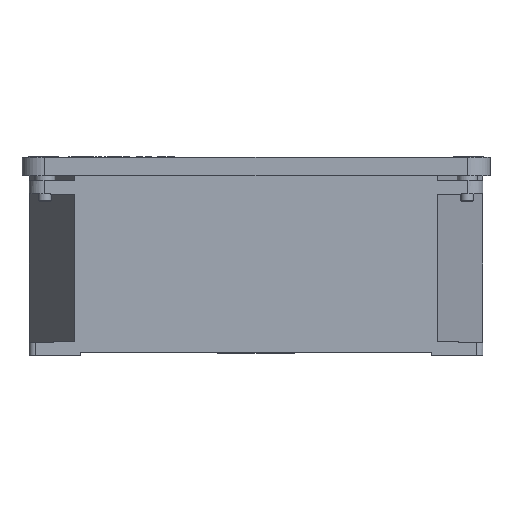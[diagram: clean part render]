
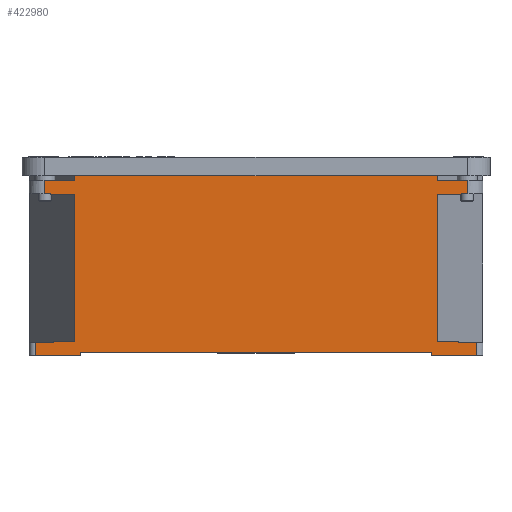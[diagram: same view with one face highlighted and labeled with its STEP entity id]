
A CAD part, front view. The second image highlights one B-rep face of the part: STEP entity #422980.
In plain terms, the highlighted planar face has unit normal (0, -1, 0).
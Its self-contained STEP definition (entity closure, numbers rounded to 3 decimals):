
#357290=CARTESIAN_POINT('',(173.112,-10.377,83.5));
#357300=VERTEX_POINT('',#357290);
#357330=CARTESIAN_POINT('',(0.,-10.377,83.5));
#357340=DIRECTION('',(1.,0.,0.));
#357350=VECTOR('',#357340,1.);
#357360=LINE('',#357330,#357350);
#357370=CARTESIAN_POINT('',(5.112,-10.377,83.5));
#357380=VERTEX_POINT('',#357370);
#357390=EDGE_CURVE('',#357380,#357300,#357360,.T.);
#357760=CARTESIAN_POINT('',(173.112,-10.377,4.871));
#357770=VERTEX_POINT('',#357760);
#358300=CARTESIAN_POINT('',(191.362,-10.377,4.552));
#358310=VERTEX_POINT('',#358300);
#358340=CARTESIAN_POINT('',(0.,-10.377,7.893));
#358350=DIRECTION('',(-1.,0.,0.017));
#358360=VECTOR('',#358350,1.);
#358370=LINE('',#358340,#358360);
#358380=EDGE_CURVE('',#358310,#357770,#358370,.T.);
#406000=CARTESIAN_POINT('',(170.362,-10.377,0.));
#406010=VERTEX_POINT('',#406000);
#406780=CARTESIAN_POINT('',(7.862,-10.377,0.));
#406790=VERTEX_POINT('',#406780);
#406820=CARTESIAN_POINT('',(0.,-10.377,0.));
#406830=DIRECTION('',(-1.,0.,0.));
#406840=VECTOR('',#406830,1.);
#406850=LINE('',#406820,#406840);
#406860=EDGE_CURVE('',#406010,#406790,#406850,.T.);
#407070=CARTESIAN_POINT('',(173.112,-10.377,73.129));
#407080=VERTEX_POINT('',#407070);
#407130=CARTESIAN_POINT('',(173.112,-10.377,0.));
#407140=DIRECTION('',(0.,0.,1.));
#407150=VECTOR('',#407140,1.);
#407160=LINE('',#407130,#407150);
#407170=EDGE_CURVE('',#357770,#407080,#407160,.T.);
#407870=CARTESIAN_POINT('',(0.,-10.377,70.107));
#407880=DIRECTION('',(1.,0.,0.017));
#407890=VECTOR('',#407880,1.);
#407900=LINE('',#407870,#407890);
#407910=CARTESIAN_POINT('',(187.362,-10.377,73.378));
#407920=VERTEX_POINT('',#407910);
#407930=EDGE_CURVE('',#407080,#407920,#407900,.T.);
#408630=CARTESIAN_POINT('',(170.362,-10.377,-1.5));
#408640=VERTEX_POINT('',#408630);
#408740=CARTESIAN_POINT('',(170.362,-10.377,0.));
#408750=DIRECTION('',(0.,0.,1.));
#408760=VECTOR('',#408750,1.);
#408770=LINE('',#408740,#408760);
#408780=EDGE_CURVE('',#408640,#406010,#408770,.T.);
#408900=CARTESIAN_POINT('',(173.112,-10.377,0.));
#408910=DIRECTION('',(0.,0.,1.));
#408920=VECTOR('',#408910,1.);
#408930=LINE('',#408900,#408920);
#408940=CARTESIAN_POINT('',(173.112,-10.377,79.5));
#408950=VERTEX_POINT('',#408940);
#408960=EDGE_CURVE('',#408950,#357300,#408930,.T.);
#409430=CARTESIAN_POINT('',(187.362,-10.377,79.5));
#409440=VERTEX_POINT('',#409430);
#409470=CARTESIAN_POINT('',(0.,-10.377,79.5));
#409480=DIRECTION('',(-1.,0.,0.));
#409490=VECTOR('',#409480,1.);
#409500=LINE('',#409470,#409490);
#409510=EDGE_CURVE('',#409440,#408950,#409500,.T.);
#409740=CARTESIAN_POINT('',(5.112,-10.377,73.129));
#409750=VERTEX_POINT('',#409740);
#409780=CARTESIAN_POINT('',(5.112,-10.377,0.));
#409790=DIRECTION('',(0.,0.,-1.));
#409800=VECTOR('',#409790,1.);
#409810=LINE('',#409780,#409800);
#409820=CARTESIAN_POINT('',(5.112,-10.377,4.871));
#409830=VERTEX_POINT('',#409820);
#409840=EDGE_CURVE('',#409750,#409830,#409810,.T.);
#410950=CARTESIAN_POINT('',(-9.138,-10.377,73.378));
#410960=VERTEX_POINT('',#410950);
#411120=CARTESIAN_POINT('',(-9.138,-10.377,79.5));
#411130=VERTEX_POINT('',#411120);
#411160=CARTESIAN_POINT('',(-9.138,-10.377,0.));
#411170=DIRECTION('',(0.,0.,-1.));
#411180=VECTOR('',#411170,1.);
#411190=LINE('',#411160,#411180);
#411200=EDGE_CURVE('',#411130,#410960,#411190,.T.);
#411370=CARTESIAN_POINT('',(191.362,-10.377,-1.5));
#411380=DIRECTION('',(0.,0.,1.));
#411390=VECTOR('',#411380,1.);
#411400=LINE('',#411370,#411390);
#411410=CARTESIAN_POINT('',(191.362,-10.377,-1.5));
#411420=VERTEX_POINT('',#411410);
#411430=EDGE_CURVE('',#411420,#358310,#411400,.T.);
#414170=CARTESIAN_POINT('',(187.362,-10.377,0.));
#414180=DIRECTION('',(0.,0.,-1.));
#414190=VECTOR('',#414180,1.);
#414200=LINE('',#414170,#414190);
#414210=EDGE_CURVE('',#409440,#407920,#414200,.T.);
#415320=CARTESIAN_POINT('',(0.,-10.377,73.218));
#415330=DIRECTION('',(1.,0.,-0.017));
#415340=VECTOR('',#415330,1.);
#415350=LINE('',#415320,#415340);
#415360=EDGE_CURVE('',#410960,#409750,#415350,.T.);
#416200=CARTESIAN_POINT('',(5.112,-10.377,0.));
#416210=DIRECTION('',(0.,0.,-1.));
#416220=VECTOR('',#416210,1.);
#416230=LINE('',#416200,#416220);
#416240=CARTESIAN_POINT('',(5.112,-10.377,79.5));
#416250=VERTEX_POINT('',#416240);
#416260=EDGE_CURVE('',#357380,#416250,#416230,.T.);
#416650=CARTESIAN_POINT('',(0.,-10.377,79.5));
#416660=DIRECTION('',(1.,0.,0.));
#416670=VECTOR('',#416660,1.);
#416680=LINE('',#416650,#416670);
#416690=EDGE_CURVE('',#411130,#416250,#416680,.T.);
#419130=CARTESIAN_POINT('',(-13.138,-10.377,4.552));
#419140=VERTEX_POINT('',#419130);
#419170=CARTESIAN_POINT('',(-13.138,-10.377,-1.5));
#419180=DIRECTION('',(0.,0.,1.));
#419190=VECTOR('',#419180,1.);
#419200=LINE('',#419170,#419190);
#419210=CARTESIAN_POINT('',(-13.138,-10.377,-1.5));
#419220=VERTEX_POINT('',#419210);
#419230=EDGE_CURVE('',#419220,#419140,#419200,.T.);
#419480=CARTESIAN_POINT('',(0.,-10.377,4.782));
#419490=DIRECTION('',(-1.,0.,-0.017));
#419500=VECTOR('',#419490,1.);
#419510=LINE('',#419480,#419500);
#419520=EDGE_CURVE('',#409830,#419140,#419510,.T.);
#420100=CARTESIAN_POINT('',(7.862,-10.377,-1.5));
#420110=VERTEX_POINT('',#420100);
#420290=CARTESIAN_POINT('',(0.,-10.377,-1.5));
#420300=DIRECTION('',(-1.,0.,0.));
#420310=VECTOR('',#420300,1.);
#420320=LINE('',#420290,#420310);
#420330=EDGE_CURVE('',#420110,#419220,#420320,.T.);
#421050=CARTESIAN_POINT('',(0.,-10.377,-1.5));
#421060=DIRECTION('',(-1.,0.,0.));
#421070=VECTOR('',#421060,1.);
#421080=LINE('',#421050,#421070);
#421090=EDGE_CURVE('',#411420,#408640,#421080,.T.);
#422660=CARTESIAN_POINT('',(-16.138,-10.377,79.5));
#422670=DIRECTION('',(-0.,-1.,-0.));
#422680=DIRECTION('',(-1.,0.,0.));
#422690=AXIS2_PLACEMENT_3D('',#422660,#422670,#422680);
#422700=PLANE('',#422690);
#422710=ORIENTED_EDGE('',*,*,#420330,.F.);
#422720=ORIENTED_EDGE('',*,*,#419230,.F.);
#422730=ORIENTED_EDGE('',*,*,#419520,.T.);
#422740=ORIENTED_EDGE('',*,*,#409840,.T.);
#422750=ORIENTED_EDGE('',*,*,#415360,.T.);
#422760=ORIENTED_EDGE('',*,*,#411200,.T.);
#422770=ORIENTED_EDGE('',*,*,#416690,.F.);
#422780=ORIENTED_EDGE('',*,*,#416260,.T.);
#422790=ORIENTED_EDGE('',*,*,#357390,.F.);
#422800=ORIENTED_EDGE('',*,*,#408960,.T.);
#422810=ORIENTED_EDGE('',*,*,#409510,.T.);
#422820=ORIENTED_EDGE('',*,*,#414210,.F.);
#422830=ORIENTED_EDGE('',*,*,#407930,.T.);
#422840=ORIENTED_EDGE('',*,*,#407170,.T.);
#422850=ORIENTED_EDGE('',*,*,#358380,.T.);
#422860=ORIENTED_EDGE('',*,*,#411430,.T.);
#422870=ORIENTED_EDGE('',*,*,#421090,.F.);
#422880=ORIENTED_EDGE('',*,*,#408780,.F.);
#422890=ORIENTED_EDGE('',*,*,#406860,.F.);
#422900=CARTESIAN_POINT('',(7.862,-10.377,0.));
#422910=DIRECTION('',(0.,0.,-1.));
#422920=VECTOR('',#422910,1.);
#422930=LINE('',#422900,#422920);
#422940=EDGE_CURVE('',#406790,#420110,#422930,.T.);
#422950=ORIENTED_EDGE('',*,*,#422940,.F.);
#422960=EDGE_LOOP('',(#422950,#422890,#422880,#422870,#422860,#422850,
#422840,#422830,#422820,#422810,#422800,#422790,#422780,#422770,#422760,
#422750,#422740,#422730,#422720,#422710));
#422970=FACE_OUTER_BOUND('',#422960,.T.);
#422980=ADVANCED_FACE('',(#422970),#422700,.T.);
